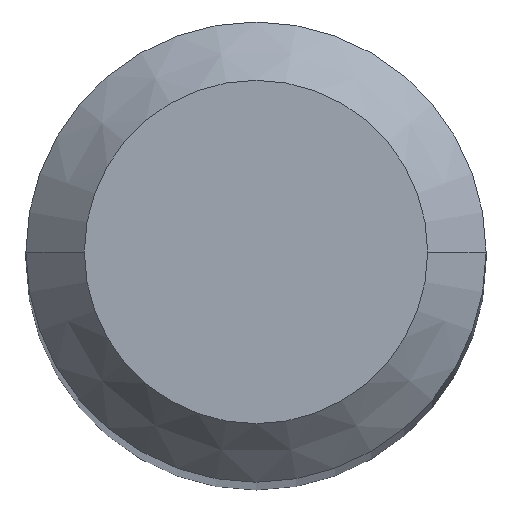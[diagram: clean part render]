
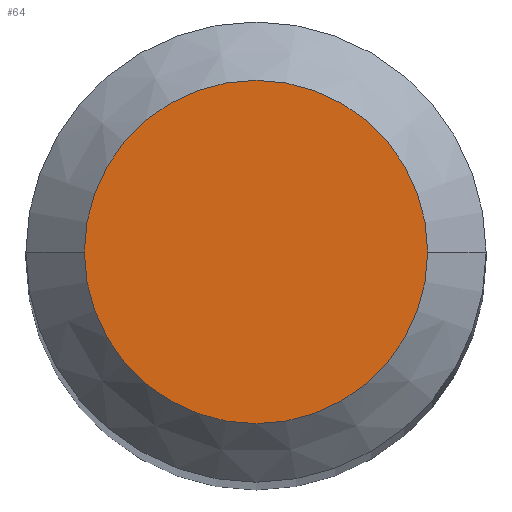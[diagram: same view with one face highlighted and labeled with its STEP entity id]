
A CAD part, top view. The second image highlights one B-rep face of the part: STEP entity #64.
In plain terms, the highlighted planar face has unit normal (0, 0, 1).
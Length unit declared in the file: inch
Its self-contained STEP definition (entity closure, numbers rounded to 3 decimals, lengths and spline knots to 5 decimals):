
#6 = AXIS2_PLACEMENT_3D ( 'NONE', #97, #276, #323 ) ;
#30 = PLANE ( 'NONE',  #274 ) ;
#31 = CIRCLE ( 'NONE', #6, 0.04405 ) ;
#53 = ORIENTED_EDGE ( 'NONE', *, *, #190, .T. ) ;
#64 = ADVANCED_FACE ( 'NONE', ( #263 ), #30, .T. ) ;
#82 = EDGE_LOOP ( 'NONE', ( #53, #316 ) ) ;
#92 = VERTEX_POINT ( 'NONE', #298 ) ;
#97 = CARTESIAN_POINT ( 'NONE',  ( 0., 0., 1.49606 ) ) ;
#149 = DIRECTION ( 'NONE',  ( 1., 0., 0. ) ) ;
#162 = CARTESIAN_POINT ( 'NONE',  ( 0., 0., 1.49606 ) ) ;
#163 = AXIS2_PLACEMENT_3D ( 'NONE', #302, #275, #149 ) ;
#165 = DIRECTION ( 'NONE',  ( 0., 0., 1. ) ) ;
#183 = VERTEX_POINT ( 'NONE', #225 ) ;
#190 = EDGE_CURVE ( 'NONE', #92, #183, #31, .T. ) ;
#225 = CARTESIAN_POINT ( 'NONE',  ( 0.04405, 0., 1.49606 ) ) ;
#242 = DIRECTION ( 'NONE',  ( 1., 0., 0. ) ) ;
#263 = FACE_OUTER_BOUND ( 'NONE', #82, .T. ) ;
#274 = AXIS2_PLACEMENT_3D ( 'NONE', #162, #165, #242 ) ;
#275 = DIRECTION ( 'NONE',  ( 0., 0., 1. ) ) ;
#276 = DIRECTION ( 'NONE',  ( 0., 0., 1. ) ) ;
#291 = CIRCLE ( 'NONE', #163, 0.04405 ) ;
#298 = CARTESIAN_POINT ( 'NONE',  ( -0.04405, 0., 1.49606 ) ) ;
#302 = CARTESIAN_POINT ( 'NONE',  ( 0., 0., 1.49606 ) ) ;
#314 = EDGE_CURVE ( 'NONE', #183, #92, #291, .T. ) ;
#316 = ORIENTED_EDGE ( 'NONE', *, *, #314, .T. ) ;
#323 = DIRECTION ( 'NONE',  ( 1., 0., 0. ) ) ;
